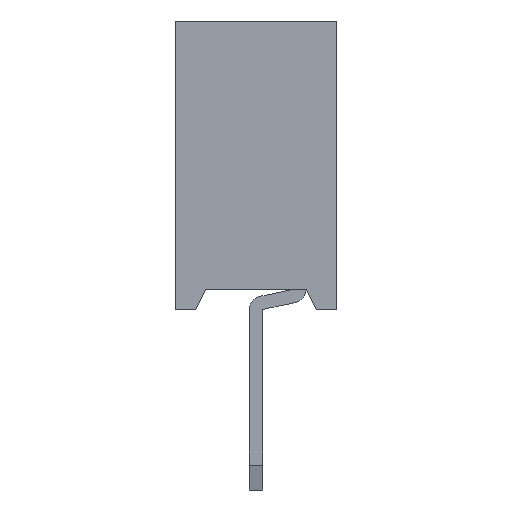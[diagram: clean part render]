
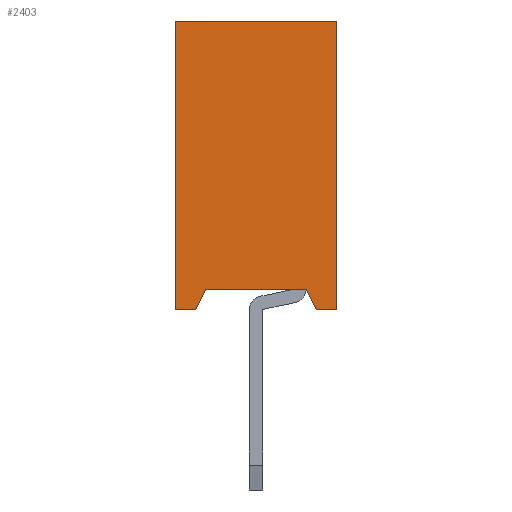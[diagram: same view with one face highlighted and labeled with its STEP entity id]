
A CAD part, left-side view. The second image highlights one B-rep face of the part: STEP entity #2403.
In plain terms, the highlighted planar face has unit normal (-1, 0, 0).
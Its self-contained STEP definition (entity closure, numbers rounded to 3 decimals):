
#2403=ADVANCED_FACE('',(#16206),#16208,.T.);
#16206=FACE_BOUND('',#16207,.T.);
#16207=EDGE_LOOP('',(#26531,#26532,#26533,#26534,#26535,#26536,#26537,#26538));
#16208=PLANE('',#16209);
#16209=AXIS2_PLACEMENT_3D('',#16210,#16211,#16212);
#16210=CARTESIAN_POINT('',(-1.,1.2,0.));
#16211=DIRECTION('',(-1.,0.,0.));
#16212=DIRECTION('',(0.,-1.,0.));
#26531=ORIENTED_EDGE('',*,*,#34386,.T.);
#26532=ORIENTED_EDGE('',*,*,#33991,.T.);
#26533=ORIENTED_EDGE('',*,*,#34387,.T.);
#26534=ORIENTED_EDGE('',*,*,#34388,.T.);
#26535=ORIENTED_EDGE('',*,*,#34389,.T.);
#26536=ORIENTED_EDGE('',*,*,#34390,.F.);
#26537=ORIENTED_EDGE('',*,*,#34391,.F.);
#26538=ORIENTED_EDGE('',*,*,#34343,.T.);
#33991=EDGE_CURVE('',#38239,#38237,#38240,.T.);
#34343=EDGE_CURVE('',#38911,#38909,#38912,.T.);
#34386=EDGE_CURVE('',#38909,#38239,#38961,.F.);
#34387=EDGE_CURVE('',#38237,#38962,#38963,.F.);
#34388=EDGE_CURVE('',#38962,#38964,#38965,.T.);
#34389=EDGE_CURVE('',#38964,#38966,#38967,.T.);
#34390=EDGE_CURVE('',#38968,#38966,#38969,.T.);
#34391=EDGE_CURVE('',#38911,#38968,#38970,.T.);
#38237=VERTEX_POINT('',#45334);
#38239=VERTEX_POINT('',#45338);
#38240=LINE('',#45339,#45340);
#38909=VERTEX_POINT('',#46710);
#38911=VERTEX_POINT('',#46714);
#38912=LINE('',#46715,#46716);
#38961=LINE('',#46850,#46851);
#38962=VERTEX_POINT('',#46853);
#38963=LINE('',#46854,#46855);
#38964=VERTEX_POINT('',#46857);
#38965=LINE('',#46858,#46859);
#38966=VERTEX_POINT('',#46861);
#38967=LINE('',#46862,#46863);
#38968=VERTEX_POINT('',#46865);
#38969=LINE('',#46866,#46867);
#38970=LINE('',#46869,#46870);
#45334=CARTESIAN_POINT('',(-1.,-0.75,0.3));
#45338=CARTESIAN_POINT('',(-1.,0.75,0.3));
#45339=CARTESIAN_POINT('',(-1.,0.75,0.3));
#45340=VECTOR('',#45341,1.);
#45341=DIRECTION('',(0.,-1.,0.));
#46710=CARTESIAN_POINT('',(-1.,0.9,0.));
#46714=CARTESIAN_POINT('',(-1.,1.2,0.));
#46715=CARTESIAN_POINT('',(-1.,1.2,0.));
#46716=VECTOR('',#46717,1.);
#46717=DIRECTION('',(0.,-1.,0.));
#46850=CARTESIAN_POINT('',(-1.,0.75,0.3));
#46851=VECTOR('',#46852,1.);
#46852=DIRECTION('',(0.,0.447,-0.894));
#46853=CARTESIAN_POINT('',(-1.,-0.9,0.));
#46854=CARTESIAN_POINT('',(-1.,-0.9,0.));
#46855=VECTOR('',#46856,1.);
#46856=DIRECTION('',(0.,0.447,0.894));
#46857=CARTESIAN_POINT('',(-1.,-1.2,0.));
#46858=CARTESIAN_POINT('',(-1.,-0.9,0.));
#46859=VECTOR('',#46860,1.);
#46860=DIRECTION('',(0.,-1.,0.));
#46861=CARTESIAN_POINT('',(-1.,-1.2,4.3));
#46862=CARTESIAN_POINT('',(-1.,-1.2,0.));
#46863=VECTOR('',#46864,1.);
#46864=DIRECTION('',(0.,0.,1.));
#46865=CARTESIAN_POINT('',(-1.,1.2,4.3));
#46866=CARTESIAN_POINT('',(-1.,1.2,4.3));
#46867=VECTOR('',#46868,1.);
#46868=DIRECTION('',(0.,-1.,0.));
#46869=CARTESIAN_POINT('',(-1.,1.2,0.));
#46870=VECTOR('',#46871,1.);
#46871=DIRECTION('',(0.,0.,1.));
